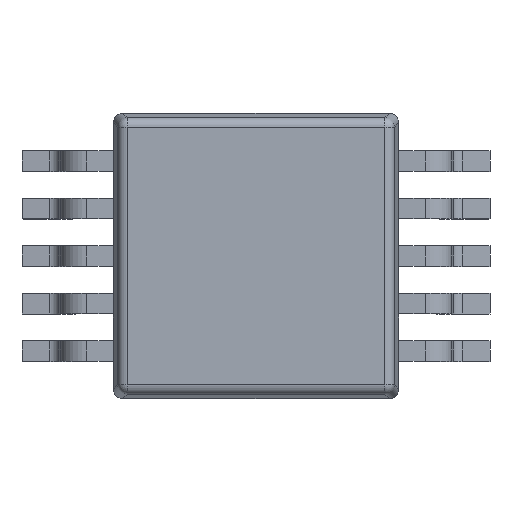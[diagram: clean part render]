
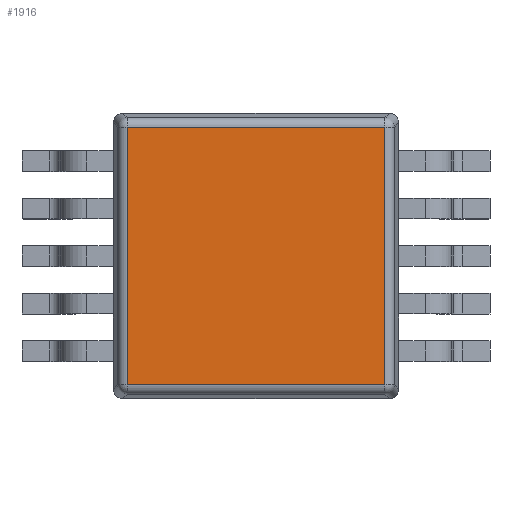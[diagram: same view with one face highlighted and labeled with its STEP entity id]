
A CAD part, top view. The second image highlights one B-rep face of the part: STEP entity #1916.
In plain terms, the highlighted face is planar.
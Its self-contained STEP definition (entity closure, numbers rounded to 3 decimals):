
#564=DIRECTION('',(0.,0.,1.));
#565=VECTOR('',#564,2.712);
#566=CARTESIAN_POINT('',(-1.356,0.342,-1.356));
#567=LINE('',#566,#565);
#578=DIRECTION('',(1.,0.,0.));
#579=VECTOR('',#578,2.712);
#580=CARTESIAN_POINT('',(-1.356,0.342,1.356));
#581=LINE('',#580,#579);
#1334=DIRECTION('',(0.,0.,-1.));
#1335=VECTOR('',#1334,2.712);
#1336=CARTESIAN_POINT('',(1.356,0.342,1.356));
#1337=LINE('',#1336,#1335);
#1372=DIRECTION('',(-1.,0.,0.));
#1373=VECTOR('',#1372,2.712);
#1374=CARTESIAN_POINT('',(1.356,0.342,-1.356));
#1375=LINE('',#1374,#1373);
#1386=CARTESIAN_POINT('',(1.356,0.342,1.356));
#1387=CARTESIAN_POINT('',(1.356,0.342,-1.356));
#1388=VERTEX_POINT('',#1386);
#1389=VERTEX_POINT('',#1387);
#1394=CARTESIAN_POINT('',(-1.356,0.342,-1.356));
#1395=VERTEX_POINT('',#1394);
#1400=CARTESIAN_POINT('',(-1.356,0.342,1.356));
#1401=VERTEX_POINT('',#1400);
#1902=CARTESIAN_POINT('',(0.,0.342,0.));
#1903=DIRECTION('',(0.,1.,0.));
#1904=DIRECTION('',(1.,0.,0.));
#1905=AXIS2_PLACEMENT_3D('',#1902,#1903,#1904);
#1906=PLANE('',#1905);
#1908=ORIENTED_EDGE('',*,*,#1907,.F.);
#1909=ORIENTED_EDGE('',*,*,#1893,.F.);
#1911=ORIENTED_EDGE('',*,*,#1910,.F.);
#1913=ORIENTED_EDGE('',*,*,#1912,.F.);
#1914=EDGE_LOOP('',(#1908,#1909,#1911,#1913));
#1915=FACE_OUTER_BOUND('',#1914,.F.);
#1893=EDGE_CURVE('',#1395,#1401,#567,.T.);
#1907=EDGE_CURVE('',#1401,#1388,#581,.T.);
#1910=EDGE_CURVE('',#1389,#1395,#1375,.T.);
#1912=EDGE_CURVE('',#1388,#1389,#1337,.T.);
#1916=ADVANCED_FACE('',(#1915),#1906,.T.);
